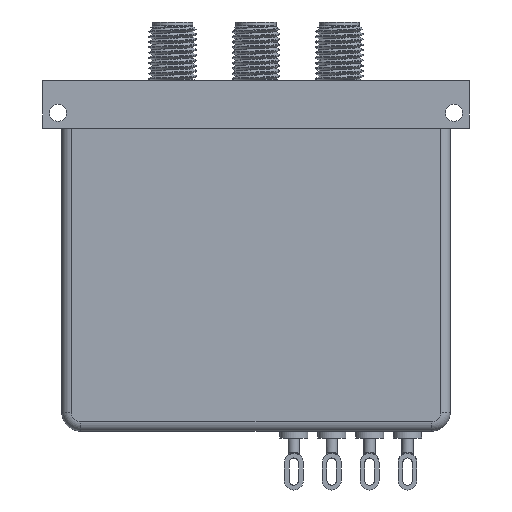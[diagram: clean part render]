
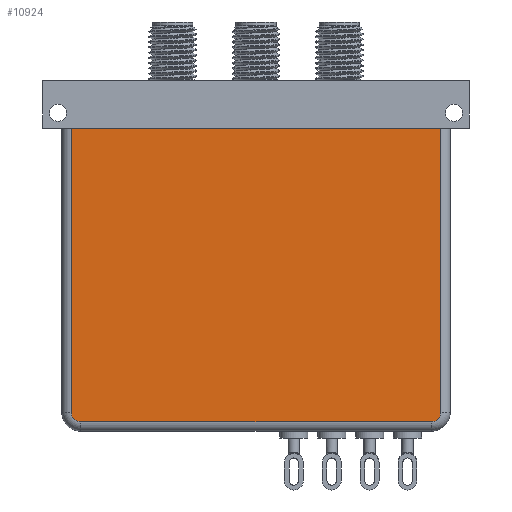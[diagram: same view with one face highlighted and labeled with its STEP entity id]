
A CAD part, front view. The second image highlights one B-rep face of the part: STEP entity #10924.
In plain terms, the highlighted planar face has unit normal (0, -1, 0).
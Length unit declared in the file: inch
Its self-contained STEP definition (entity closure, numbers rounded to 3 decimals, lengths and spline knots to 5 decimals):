
#1062 = VERTEX_POINT ( 'NONE', #17668 ) ;
#1537 = DIRECTION ( 'NONE',  ( 0., 0., -1. ) ) ;
#1961 = VERTEX_POINT ( 'NONE', #8839 ) ;
#2617 = CARTESIAN_POINT ( 'NONE',  ( 0.975, -0.28, -0.825 ) ) ;
#3104 = VECTOR ( 'NONE', #23217, 39.37008 ) ;
#3848 = EDGE_CURVE ( 'NONE', #10210, #1062, #11144, .T. ) ;
#6357 = ORIENTED_EDGE ( 'NONE', *, *, #33996, .T. ) ;
#6565 = AXIS2_PLACEMENT_3D ( 'NONE', #31547, #26065, #11149 ) ;
#6894 = DIRECTION ( 'NONE',  ( 0., -1., 0. ) ) ;
#7502 = CARTESIAN_POINT ( 'NONE',  ( 0.925, -0.28, -0.825 ) ) ;
#7680 = CIRCLE ( 'NONE', #15136, 0.05 ) ;
#7795 = CIRCLE ( 'NONE', #26502, 0.05 ) ;
#8839 = CARTESIAN_POINT ( 'NONE',  ( -0.975, -0.28, -0.825 ) ) ;
#9473 = DIRECTION ( 'NONE',  ( 0., 0., -1. ) ) ;
#10210 = VERTEX_POINT ( 'NONE', #23860 ) ;
#10924 = ADVANCED_FACE ( 'NONE', ( #26853 ), #35087, .T. ) ;
#11144 = LINE ( 'NONE', #20294, #3104 ) ;
#11149 = DIRECTION ( 'NONE',  ( 0., 0., -1. ) ) ;
#12581 = LINE ( 'NONE', #33564, #23973 ) ;
#13448 = VERTEX_POINT ( 'NONE', #2617 ) ;
#14618 = EDGE_LOOP ( 'NONE', ( #24468, #27449, #30808, #6357, #33757, #29049 ) ) ;
#15136 = AXIS2_PLACEMENT_3D ( 'NONE', #7502, #19752, #1537 ) ;
#15583 = CARTESIAN_POINT ( 'NONE',  ( -0.925, -0.28, -0.825 ) ) ;
#15800 = LINE ( 'NONE', #35822, #31958 ) ;
#17668 = CARTESIAN_POINT ( 'NONE',  ( 0.975, -0.28, 0.675 ) ) ;
#19639 = CARTESIAN_POINT ( 'NONE',  ( -0.925, -0.28, -0.875 ) ) ;
#19752 = DIRECTION ( 'NONE',  ( 0., -1., 0. ) ) ;
#20294 = CARTESIAN_POINT ( 'NONE',  ( 0., -0.28, 0.675 ) ) ;
#21522 = DIRECTION ( 'NONE',  ( 0., 0., -1. ) ) ;
#21744 = VERTEX_POINT ( 'NONE', #19639 ) ;
#22573 = EDGE_CURVE ( 'NONE', #13448, #1062, #12581, .T. ) ;
#23217 = DIRECTION ( 'NONE',  ( 1., 0., 0. ) ) ;
#23431 = VERTEX_POINT ( 'NONE', #34959 ) ;
#23441 = DIRECTION ( 'NONE',  ( 1., 0., 0. ) ) ;
#23860 = CARTESIAN_POINT ( 'NONE',  ( -0.975, -0.28, 0.675 ) ) ;
#23887 = EDGE_CURVE ( 'NONE', #23431, #13448, #7680, .T. ) ;
#23973 = VECTOR ( 'NONE', #24896, 39.37008 ) ;
#24468 = ORIENTED_EDGE ( 'NONE', *, *, #3848, .F. ) ;
#24896 = DIRECTION ( 'NONE',  ( 0., 0., 1. ) ) ;
#26065 = DIRECTION ( 'NONE',  ( 0., -1., 0. ) ) ;
#26502 = AXIS2_PLACEMENT_3D ( 'NONE', #15583, #6894, #21522 ) ;
#26853 = FACE_OUTER_BOUND ( 'NONE', #14618, .T. ) ;
#27449 = ORIENTED_EDGE ( 'NONE', *, *, #27711, .T. ) ;
#27711 = EDGE_CURVE ( 'NONE', #10210, #1961, #29330, .T. ) ;
#29049 = ORIENTED_EDGE ( 'NONE', *, *, #22573, .T. ) ;
#29330 = LINE ( 'NONE', #30809, #35494 ) ;
#30808 = ORIENTED_EDGE ( 'NONE', *, *, #31818, .T. ) ;
#30809 = CARTESIAN_POINT ( 'NONE',  ( -0.975, -0.28, -0.825 ) ) ;
#31547 = CARTESIAN_POINT ( 'NONE',  ( 0., -0.28, 0. ) ) ;
#31818 = EDGE_CURVE ( 'NONE', #1961, #21744, #7795, .T. ) ;
#31958 = VECTOR ( 'NONE', #23441, 39.37008 ) ;
#33564 = CARTESIAN_POINT ( 'NONE',  ( 0.975, -0.28, 0.675 ) ) ;
#33757 = ORIENTED_EDGE ( 'NONE', *, *, #23887, .T. ) ;
#33996 = EDGE_CURVE ( 'NONE', #21744, #23431, #15800, .T. ) ;
#34959 = CARTESIAN_POINT ( 'NONE',  ( 0.925, -0.28, -0.875 ) ) ;
#35087 = PLANE ( 'NONE',  #6565 ) ;
#35494 = VECTOR ( 'NONE', #9473, 39.37008 ) ;
#35822 = CARTESIAN_POINT ( 'NONE',  ( 0.925, -0.28, -0.875 ) ) ;
